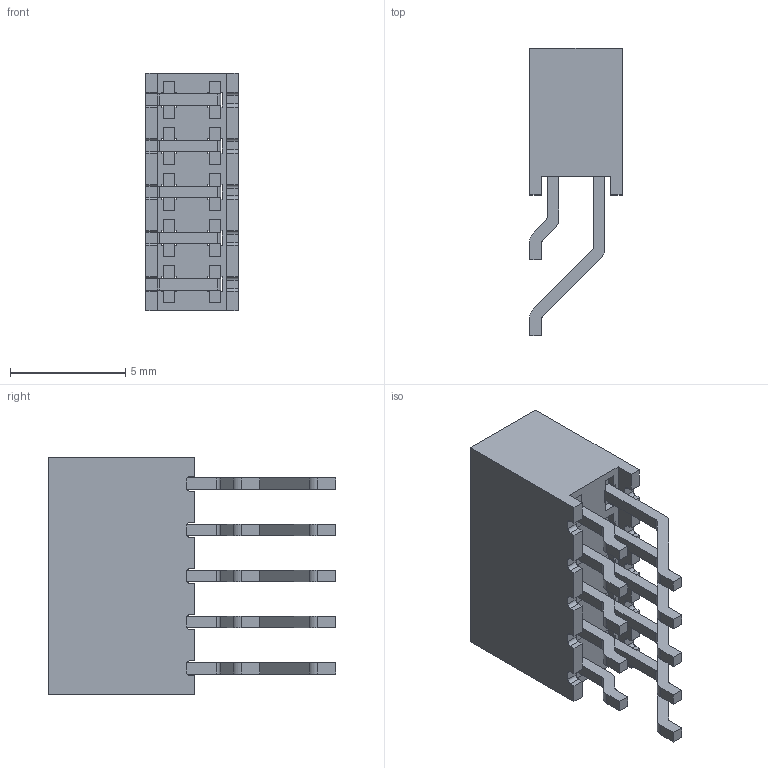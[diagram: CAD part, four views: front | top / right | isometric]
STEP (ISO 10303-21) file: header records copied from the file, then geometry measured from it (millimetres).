
FILE_DESCRIPTION((''),'2;1');
FILE_NAME('M22-6550542_ASM','2016-08-09T',('mperren'),(''),'CREO PARAMETRIC BY PTC INC, 2016050','CREO PARAMETRIC BY PTC INC, 2016050','');
FILE_SCHEMA(('CONFIG_CONTROL_DESIGN'));
Length unit declared in the file: millimetre
Products named in the file (4): M22-65505_MOULD; M22-655_CONTACT1; M22-655_CONTACT2; M22-6550542_ASM
Assembly tree (11 placements, depth 2):
  M22-6550542_ASM
    M22-65505_MOULD
    M22-655_CONTACT1  x5
    M22-655_CONTACT2  x5
Bounding box: 4 x 12.45 x 10.3 mm (x, y, z)
Volume: 224.3 mm3; surface area: 799.6 mm2
Topology: 11 solids, 11 shells, 660 faces, 1844 edges, 1216 vertices
Faces by surface type: plane 550, cylinder 110
Entity records: 13177 total; most frequent: CARTESIAN_POINT 1791, ORIENTED_EDGE 1768, DIRECTION 1622, PRESENTATION_STYLE_ASSIGNMENT 913, STYLED_ITEM 887, CURVE_STYLE 884, EDGE_CURVE 884, VECTOR 808
